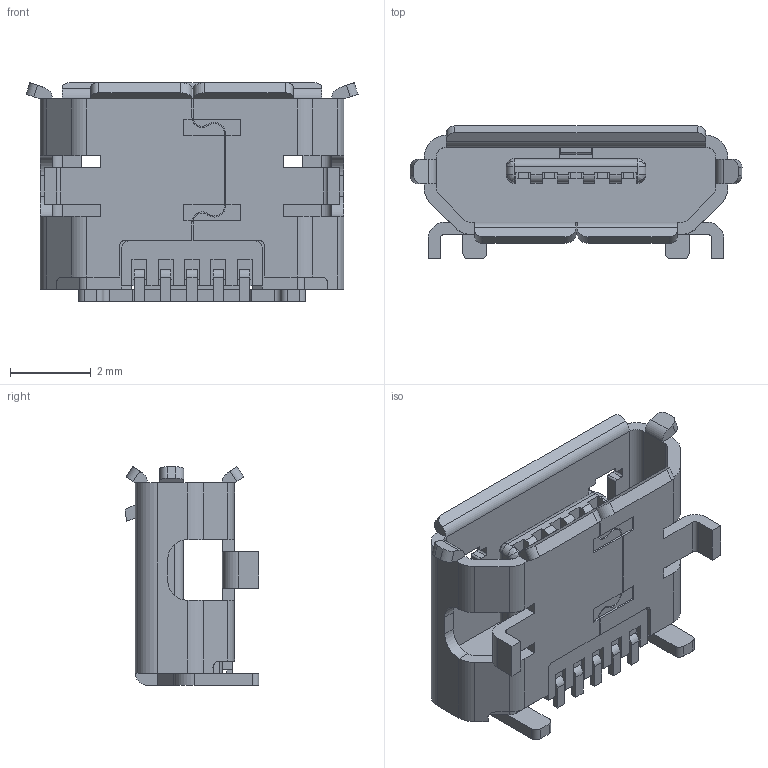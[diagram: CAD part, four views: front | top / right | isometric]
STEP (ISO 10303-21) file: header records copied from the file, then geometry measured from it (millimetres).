
FILE_DESCRIPTION (( 'STEP AP214' ), '1' );
FILE_NAME ('105017-0001.STEP', '2023-10-05T15:10:20', ( '' ), ( '' ), 'SwSTEP 2.0', 'SolidWorks 2022', '' );
FILE_SCHEMA (( 'AUTOMOTIVE_DESIGN' ));
Length unit declared in the file: millimetre
Products named in the file (2): 105017-0001; 1050170001
Assembly tree (1 placements, depth 2):
  105017-0001
    1050170001
Bounding box: 8.2 x 3.3 x 5.4 mm (x, y, z)
Volume: 43.1 mm3; surface area: 259.4 mm2
Topology: 1 solids, 1 shells, 436 faces, 1324 edges, 856 vertices
Faces by surface type: plane 298, cylinder 130, bspline 8
Entity records: 14876 total; most frequent: CARTESIAN_POINT 2780, ORIENTED_EDGE 2632, DIRECTION 2436, EDGE_CURVE 1316, LINE 1028, VECTOR 1028, VERTEX_POINT 856, AXIS2_PLACEMENT_3D 704
